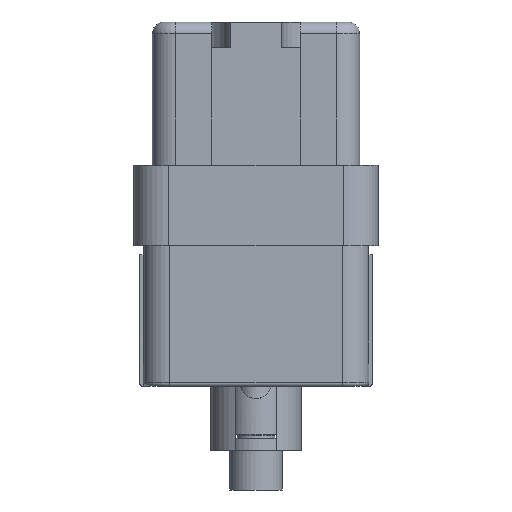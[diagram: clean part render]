
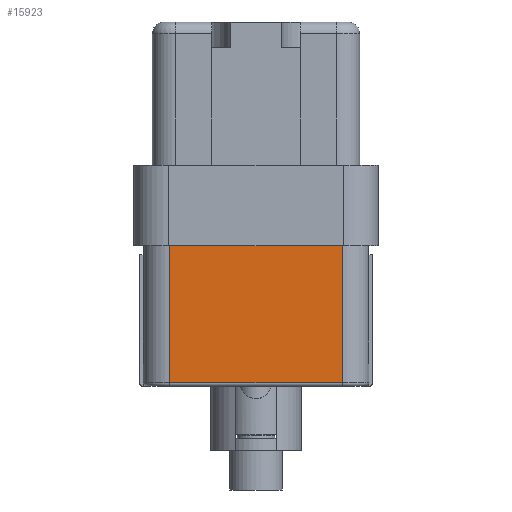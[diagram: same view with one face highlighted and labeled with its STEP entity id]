
A CAD part, front view. The second image highlights one B-rep face of the part: STEP entity #15923.
In plain terms, the highlighted planar face has unit normal (0, -1, 0).
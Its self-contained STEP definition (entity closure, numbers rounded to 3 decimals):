
#320 = EDGE_CURVE ( 'NONE', #16274, #9216, #4913, .T. ) ;
#1168 = LINE ( 'NONE', #2761, #13938 ) ;
#2051 = CARTESIAN_POINT ( 'NONE',  ( -7.4, -9.7, -14.65 ) ) ;
#2108 = CARTESIAN_POINT ( 'NONE',  ( 7.4, -9.7, -16.35 ) ) ;
#2327 = CARTESIAN_POINT ( 'NONE',  ( 7.4, -9.7, -4.55 ) ) ;
#2761 = CARTESIAN_POINT ( 'NONE',  ( -7.4, -9.7, -14.65 ) ) ;
#2897 = DIRECTION ( 'NONE',  ( 0., 0., -1. ) ) ;
#2947 = CARTESIAN_POINT ( 'NONE',  ( -7.4, -9.7, -4.55 ) ) ;
#3855 = CARTESIAN_POINT ( 'NONE',  ( 7.4, -9.7, -14.65 ) ) ;
#3984 = AXIS2_PLACEMENT_3D ( 'NONE', #2051, #10403, #13496 ) ;
#4413 = DIRECTION ( 'NONE',  ( -1., 0., 0. ) ) ;
#4913 = LINE ( 'NONE', #3855, #17409 ) ;
#5863 = EDGE_LOOP ( 'NONE', ( #9257, #15316, #10050, #15964 ) ) ;
#6439 = EDGE_CURVE ( 'NONE', #16274, #18486, #18560, .T. ) ;
#6859 = CARTESIAN_POINT ( 'NONE',  ( -7.4, -9.7, -16.35 ) ) ;
#7431 = VECTOR ( 'NONE', #8037, 1000. ) ;
#7693 = LINE ( 'NONE', #2108, #7431 ) ;
#7779 = EDGE_CURVE ( 'NONE', #16327, #9216, #7693, .T. ) ;
#8037 = DIRECTION ( 'NONE',  ( 1., 0., 0. ) ) ;
#9216 = VERTEX_POINT ( 'NONE', #17794 ) ;
#9257 = ORIENTED_EDGE ( 'NONE', *, *, #6439, .T. ) ;
#9686 = CARTESIAN_POINT ( 'NONE',  ( -7.4, -9.7, -4.55 ) ) ;
#10050 = ORIENTED_EDGE ( 'NONE', *, *, #7779, .T. ) ;
#10403 = DIRECTION ( 'NONE',  ( 0., -1., 0. ) ) ;
#13127 = FACE_OUTER_BOUND ( 'NONE', #5863, .T. ) ;
#13496 = DIRECTION ( 'NONE',  ( 0., 0., -1. ) ) ;
#13938 = VECTOR ( 'NONE', #2897, 1000. ) ;
#15316 = ORIENTED_EDGE ( 'NONE', *, *, #16140, .T. ) ;
#15445 = DIRECTION ( 'NONE',  ( 0., 0., -1. ) ) ;
#15923 = ADVANCED_FACE ( 'NONE', ( #13127 ), #18048, .T. ) ;
#15964 = ORIENTED_EDGE ( 'NONE', *, *, #320, .F. ) ;
#16140 = EDGE_CURVE ( 'NONE', #18486, #16327, #1168, .T. ) ;
#16274 = VERTEX_POINT ( 'NONE', #2327 ) ;
#16327 = VERTEX_POINT ( 'NONE', #6859 ) ;
#17409 = VECTOR ( 'NONE', #15445, 1000. ) ;
#17794 = CARTESIAN_POINT ( 'NONE',  ( 7.4, -9.7, -16.35 ) ) ;
#18048 = PLANE ( 'NONE',  #3984 ) ;
#18486 = VERTEX_POINT ( 'NONE', #9686 ) ;
#18560 = LINE ( 'NONE', #2947, #18596 ) ;
#18596 = VECTOR ( 'NONE', #4413, 1000. ) ;
